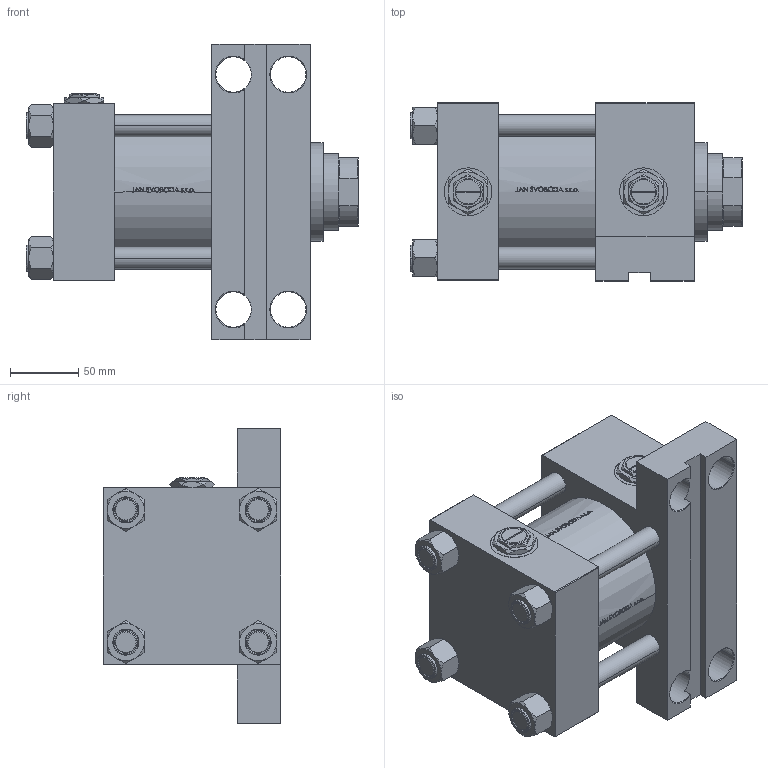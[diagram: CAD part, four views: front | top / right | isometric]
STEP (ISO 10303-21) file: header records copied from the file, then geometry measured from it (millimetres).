
FILE_DESCRIPTION (( 'STEP AP203' ), '1' );
FILE_NAME ('1f9f.STEP', '2022-04-16T00:15:06', ( '' ), ( '' ), 'SwSTEP 2.0', 'SolidWorks 2019', '' );
FILE_SCHEMA (( 'CONFIG_CONTROL_DESIGN' ));
Length unit declared in the file: millimetre
Products named in the file (7): NUT_M5_F cdb95eb35ee359f909069831197b6b72; Zatka_pro_OIL_PORT cdb95eb35ee359f909069831197b6b72; V215CR_F_Body cdb95eb35ee359f909069831197b6b72; V215CR_VCP_F cdb95eb35ee359f909069831197b6b72; V215_VC_A cdb95eb35ee359f909069831197b6b72; V215CR_F_TYCINKA cdb95eb35ee359f909069831197b6b72; 1f9f
Assembly tree (13 placements, depth 2):
  1f9f
    V215CR_F_Body cdb95eb35ee359f909069831197b6b72
    V215CR_VCP_F cdb95eb35ee359f909069831197b6b72
    V215CR_F_TYCINKA cdb95eb35ee359f909069831197b6b72  x4
    NUT_M5_F cdb95eb35ee359f909069831197b6b72  x4
    V215_VC_A cdb95eb35ee359f909069831197b6b72
    Zatka_pro_OIL_PORT cdb95eb35ee359f909069831197b6b72  x2
Bounding box: 243 x 130 x 216 mm (x, y, z)
Volume: 2585395.4 mm3; surface area: 362642.8 mm2
Topology: 13 solids, 13 shells, 1264 faces, 3214 edges, 2066 vertices
Faces by surface type: plane 535, bspline 380, cone 194, cylinder 147, torus 8
Entity records: 50915 total; most frequent: CARTESIAN_POINT 26835, ORIENTED_EDGE 5500, DIRECTION 3528, EDGE_CURVE 2750, VERTEX_POINT 1786, LINE 1390, VECTOR 1390, EDGE_LOOP 1178
